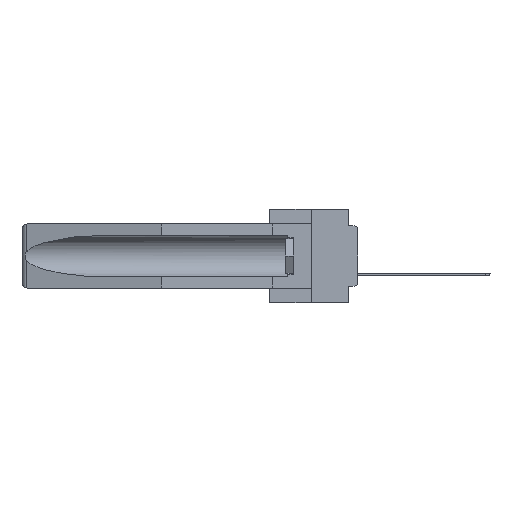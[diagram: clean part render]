
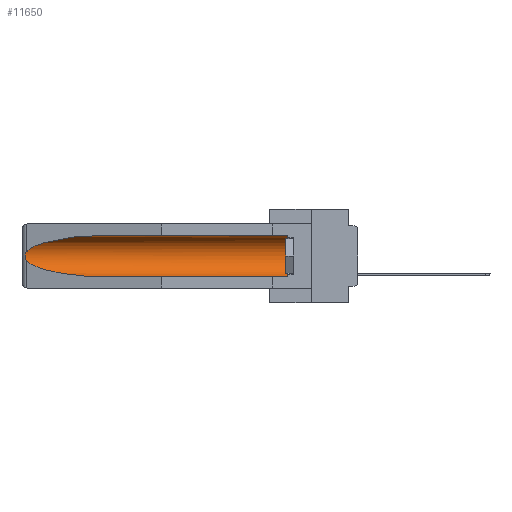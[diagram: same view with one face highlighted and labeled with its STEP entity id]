
A CAD part, left-side view. The second image highlights one B-rep face of the part: STEP entity #11650.
In plain terms, the highlighted cylindrical face has radius 2.857 mm (diameter 5.715 mm), a partial arc.
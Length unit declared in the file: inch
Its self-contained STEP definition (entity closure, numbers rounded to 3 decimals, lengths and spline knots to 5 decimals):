
#1021 = CARTESIAN_POINT ( 'NONE',  ( 0.26654, 1.53092, -0.15636 ) ) ;
#1742 = VERTEX_POINT ( 'NONE', #27825 ) ;
#2139 = CARTESIAN_POINT ( 'NONE',  ( 0.155, 0.126, -0.284 ) ) ;
#2265 = CIRCLE ( 'NONE', #17691, 0.1125 ) ;
#2499 = VERTEX_POINT ( 'NONE', #17622 ) ;
#4675 = VERTEX_POINT ( 'NONE', #4981 ) ;
#4981 = CARTESIAN_POINT ( 'NONE',  ( 0.26537, 1.52718, -0.14972 ) ) ;
#4991 = EDGE_CURVE ( 'NONE', #1742, #4675, #23604, .T. ) ;
#5699 = CARTESIAN_POINT ( 'NONE',  ( 0.155, 1.07973, -0.284 ) ) ;
#6302 = EDGE_CURVE ( 'NONE', #12083, #1742, #22097, .T. ) ;
#6582 = CARTESIAN_POINT ( 'NONE',  ( 0.155, -0.30754, -0.1715 ) ) ;
#6665 = CARTESIAN_POINT ( 'NONE',  ( 0.155, 1.07973, -0.284 ) ) ;
#8740 = CARTESIAN_POINT ( 'NONE',  ( 0.2673, 1.53269, -0.17917 ) ) ;
#8754 = EDGE_CURVE ( 'NONE', #4675, #2499, #22027, .T. ) ;
#9438 = ORIENTED_EDGE ( 'NONE', *, *, #19713, .T. ) ;
#10174 = CARTESIAN_POINT ( 'NONE',  ( 0.21114, 1.30732, -0.059 ) ) ;
#10884 =( BOUNDED_CURVE ( )  B_SPLINE_CURVE ( 3, ( #11177, #33079, #29506, #6665 ),
 .UNSPECIFIED., .F., .F. ) 
 B_SPLINE_CURVE_WITH_KNOTS ( ( 4, 4 ),
 ( 0.1948, 1.5708 ),
 .UNSPECIFIED. ) 
 CURVE ( )  GEOMETRIC_REPRESENTATION_ITEM ( )  RATIONAL_B_SPLINE_CURVE ( ( 1., 0.848, 0.848, 1. ) ) 
 REPRESENTATION_ITEM ( '' )  );
#10949 = EDGE_CURVE ( 'NONE', #14348, #12083, #2265, .T. ) ;
#11089 = CARTESIAN_POINT ( 'NONE',  ( 0.155, -0.30754, -0.284 ) ) ;
#11177 = CARTESIAN_POINT ( 'NONE',  ( 0.26537, 1.52718, -0.19328 ) ) ;
#11598 = CARTESIAN_POINT ( 'NONE',  ( 0.26597, 1.52961, -0.15275 ) ) ;
#11650 = ADVANCED_FACE ( 'NONE', ( #30083 ), #24143, .F. ) ;
#12083 = VERTEX_POINT ( 'NONE', #18765 ) ;
#12555 = ORIENTED_EDGE ( 'NONE', *, *, #8754, .T. ) ;
#14343 = ORIENTED_EDGE ( 'NONE', *, *, #10949, .T. ) ;
#14348 = VERTEX_POINT ( 'NONE', #2139 ) ;
#14587 = CARTESIAN_POINT ( 'NONE',  ( 0.2673, 1.5327, -0.16383 ) ) ;
#15241 = VECTOR ( 'NONE', #18538, 39.37008 ) ;
#15547 = CARTESIAN_POINT ( 'NONE',  ( 0.155, -0.30754, -0.059 ) ) ;
#17101 = CARTESIAN_POINT ( 'NONE',  ( 0.26537, 1.52718, -0.14972 ) ) ;
#17236 = CARTESIAN_POINT ( 'NONE',  ( 0.2675, 1.53308, -0.16763 ) ) ;
#17510 = LINE ( 'NONE', #11089, #17698 ) ;
#17622 = CARTESIAN_POINT ( 'NONE',  ( 0.26537, 1.52718, -0.19328 ) ) ;
#17691 = AXIS2_PLACEMENT_3D ( 'NONE', #18055, #20915, #29661 ) ;
#17698 = VECTOR ( 'NONE', #32984, 39.37008 ) ;
#18055 = CARTESIAN_POINT ( 'NONE',  ( 0.155, 0.126, -0.1715 ) ) ;
#18217 = DIRECTION ( 'NONE',  ( 0., 1., 0. ) ) ;
#18538 = DIRECTION ( 'NONE',  ( 0., 1., 0. ) ) ;
#18765 = CARTESIAN_POINT ( 'NONE',  ( 0.155, 0.126, -0.059 ) ) ;
#18797 = ORIENTED_EDGE ( 'NONE', *, *, #34306, .F. ) ;
#19713 = EDGE_CURVE ( 'NONE', #2499, #30561, #10884, .T. ) ;
#19733 = CARTESIAN_POINT ( 'NONE',  ( 0.26597, 1.5296, -0.19026 ) ) ;
#20079 = CARTESIAN_POINT ( 'NONE',  ( 0.26655, 1.53094, -0.18657 ) ) ;
#20915 = DIRECTION ( 'NONE',  ( 0., -1., 0. ) ) ;
#21012 = CARTESIAN_POINT ( 'NONE',  ( 0.26537, 1.52718, -0.14972 ) ) ;
#22027 = B_SPLINE_CURVE_WITH_KNOTS ( 'NONE', 3,
 ( #17101, #11598, #1021, #14587, #17236, #31126, #8740, #20079, #19733, #22877 ),
 .UNSPECIFIED., .F., .F.,
 ( 4, 2, 2, 2, 4 ),
 ( 0., 0.00029, 0.00058, 0.00087, 0.00117 ),
 .UNSPECIFIED. ) ;
#22097 = LINE ( 'NONE', #15547, #15241 ) ;
#22877 = CARTESIAN_POINT ( 'NONE',  ( 0.26537, 1.52718, -0.19328 ) ) ;
#23604 =( BOUNDED_CURVE ( )  B_SPLINE_CURVE ( 3, ( #34909, #10174, #32150, #21012 ),
 .UNSPECIFIED., .F., .F. ) 
 B_SPLINE_CURVE_WITH_KNOTS ( ( 4, 4 ),
 ( 4.71239, 6.08839 ),
 .UNSPECIFIED. ) 
 CURVE ( )  GEOMETRIC_REPRESENTATION_ITEM ( )  RATIONAL_B_SPLINE_CURVE ( ( 1., 0.848, 0.848, 1. ) ) 
 REPRESENTATION_ITEM ( '' )  );
#24143 = CYLINDRICAL_SURFACE ( 'NONE', #33987, 0.1125 ) ;
#26591 = DIRECTION ( 'NONE',  ( 0., 0., 1. ) ) ;
#27825 = CARTESIAN_POINT ( 'NONE',  ( 0.155, 1.07973, -0.059 ) ) ;
#29506 = CARTESIAN_POINT ( 'NONE',  ( 0.21114, 1.30732, -0.284 ) ) ;
#29661 = DIRECTION ( 'NONE',  ( 0., 0., 1. ) ) ;
#30083 = FACE_OUTER_BOUND ( 'NONE', #35359, .T. ) ;
#30561 = VERTEX_POINT ( 'NONE', #5699 ) ;
#31126 = CARTESIAN_POINT ( 'NONE',  ( 0.2675, 1.53308, -0.17534 ) ) ;
#32150 = CARTESIAN_POINT ( 'NONE',  ( 0.25451, 1.48313, -0.09465 ) ) ;
#32984 = DIRECTION ( 'NONE',  ( 0., 1., 0. ) ) ;
#33079 = CARTESIAN_POINT ( 'NONE',  ( 0.25451, 1.48313, -0.24835 ) ) ;
#33176 = ORIENTED_EDGE ( 'NONE', *, *, #4991, .T. ) ;
#33987 = AXIS2_PLACEMENT_3D ( 'NONE', #6582, #18217, #26591 ) ;
#34306 = EDGE_CURVE ( 'NONE', #14348, #30561, #17510, .T. ) ;
#34909 = CARTESIAN_POINT ( 'NONE',  ( 0.155, 1.07973, -0.059 ) ) ;
#35154 = ORIENTED_EDGE ( 'NONE', *, *, #6302, .T. ) ;
#35359 = EDGE_LOOP ( 'NONE', ( #33176, #12555, #9438, #18797, #14343, #35154 ) ) ;
